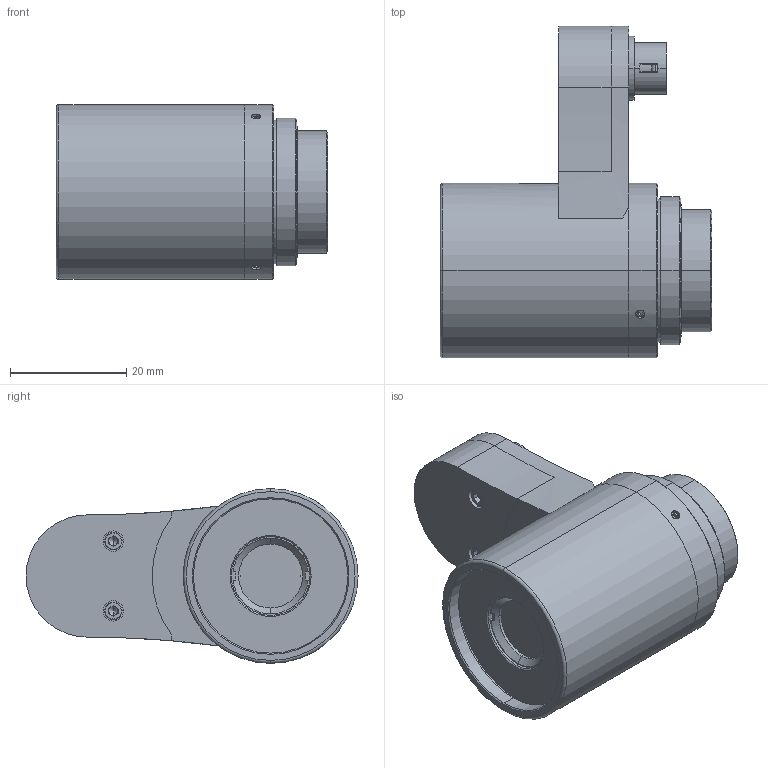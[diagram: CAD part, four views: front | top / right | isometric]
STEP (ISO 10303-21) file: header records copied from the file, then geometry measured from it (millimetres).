
FILE_DESCRIPTION (( 'STEP AP203' ), '1' );
FILE_NAME ('DP30898-A_EL5MP1256.step', '2023-01-30T08:12:33', ( '' ), ( '' ), 'SwSTEP 2.0', 'SolidWorks 2021', '' );
FILE_SCHEMA (( 'CONFIG_CONTROL_DESIGN' ));
Length unit declared in the file: millimetre
Products named in the file (1): DP30898-A_EL5MP1256
Bounding box: 46.68 x 57 x 30 mm (x, y, z)
Surface area: 9988.1 mm2 (no closed solid volume)
Topology: 0 solids, 17 shells, 219 faces, 686 edges, 456 vertices
Faces by surface type: plane 91, cylinder 86, cone 36, torus 6
Entity records: 8139 total; most frequent: CARTESIAN_POINT 1907, DIRECTION 1368, ORIENTED_EDGE 1147, EDGE_CURVE 682, AXIS2_PLACEMENT_3D 504, VERTEX_POINT 456, VECTOR 360, LINE 360
